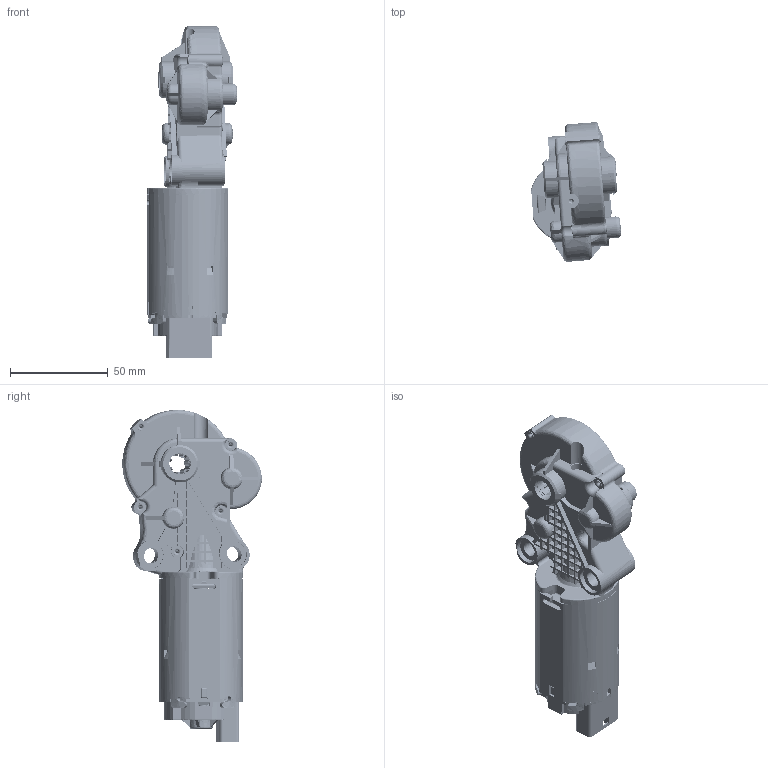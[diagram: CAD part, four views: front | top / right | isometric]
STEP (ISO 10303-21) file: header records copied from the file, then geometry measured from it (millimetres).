
FILE_DESCRIPTION(('CATIA V5 STEP Exchange','CAx-IF Rec.Pracs.--- Model Styling and Organization---1.2---2011-12-15'),'2;1');
FILE_NAME('10000015569_01_MOTOR GMPG_404_905_Bauraummodell_01_08_2017.stp','2017-08-01T10:52:10+00:00',('none'),('none'),'CATIA Version 5-6 Release 2014 SP1 HF18','CATIA V5 STEP AP214','none');
FILE_SCHEMA(('AUTOMOTIVE_DESIGN { 1 0 10303 214 1 1 1 1 }'));
Length unit declared in the file: millimetre
Products named in the file (1): 10000015569_01_MOTOR GMPG_AllCATPart
Bounding box: 46.13 x 71.31 x 169.55 mm (x, y, z)
Volume: 93430.4 mm3; surface area: 89423.8 mm2
Topology: 3 solids, 12 shells, 4706 faces, 12882 edges, 8151 vertices
Faces by surface type: plane 1984, cylinder 1231, bspline 1119, cone 187, torus 159, sphere 26
Entity records: 193441 total; most frequent: CARTESIAN_POINT 90235, ORIENTED_EDGE 25624, DIRECTION 13211, EDGE_CURVE 12812, VERTEX_POINT 8151, VECTOR 5725, LINE 5725, AXIS2_PLACEMENT_3D 5108
